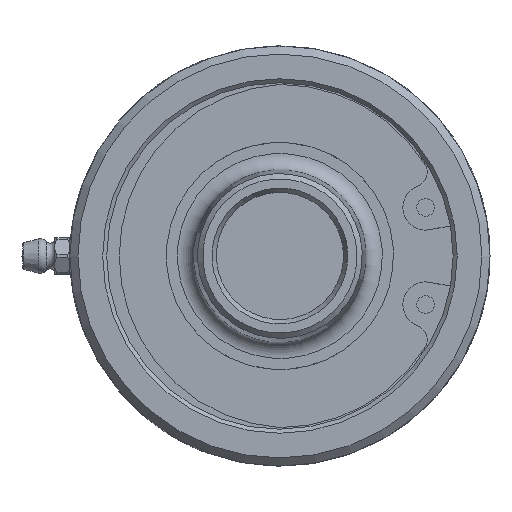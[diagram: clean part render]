
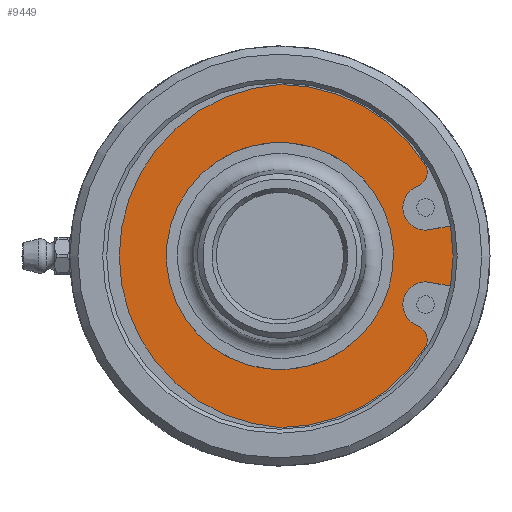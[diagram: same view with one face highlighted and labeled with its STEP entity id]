
A CAD part, left-side view. The second image highlights one B-rep face of the part: STEP entity #9449.
In plain terms, the highlighted planar face has unit normal (-1, 0, 0).
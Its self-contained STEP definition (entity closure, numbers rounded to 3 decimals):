
#392=PLANE('',#10079);
#561=FACE_BOUND('',#1669,.T.);
#1100=FACE_OUTER_BOUND('',#1668,.T.);
#1668=EDGE_LOOP('',(#6254,#6255,#6256,#6257,#6258,#6259,#6260,#6261,#6262,
#6263));
#1669=EDGE_LOOP('',(#6264,#6265));
#2300=CIRCLE('',#10072,36.9);
#2305=CIRCLE('',#10080,4.474);
#2306=CIRCLE('',#10081,2.949);
#2307=CIRCLE('',#10082,33.733);
#2308=CIRCLE('',#10083,33.806);
#2309=CIRCLE('',#10084,33.733);
#2310=CIRCLE('',#10085,2.949);
#2311=CIRCLE('',#10086,4.474);
#2312=CIRCLE('',#10087,22.325);
#2313=CIRCLE('',#10088,22.325);
#2735=LINE('',#14057,#3203);
#2736=LINE('',#14072,#3204);
#3203=VECTOR('',#10942,10.);
#3204=VECTOR('',#10957,10.);
#3780=VERTEX_POINT('',#14039);
#3782=VERTEX_POINT('',#14042);
#3787=VERTEX_POINT('',#14056);
#3788=VERTEX_POINT('',#14058);
#3789=VERTEX_POINT('',#14060);
#3790=VERTEX_POINT('',#14062);
#3791=VERTEX_POINT('',#14064);
#3792=VERTEX_POINT('',#14066);
#3793=VERTEX_POINT('',#14068);
#3794=VERTEX_POINT('',#14070);
#3795=VERTEX_POINT('',#14073);
#3796=VERTEX_POINT('',#14074);
#4761=EDGE_CURVE('',#3782,#3780,#2300,.T.);
#4767=EDGE_CURVE('',#3787,#3780,#2735,.T.);
#4768=EDGE_CURVE('',#3788,#3787,#2305,.T.);
#4769=EDGE_CURVE('',#3789,#3788,#2306,.T.);
#4770=EDGE_CURVE('',#3790,#3789,#2307,.T.);
#4771=EDGE_CURVE('',#3791,#3790,#2308,.T.);
#4772=EDGE_CURVE('',#3792,#3791,#2309,.T.);
#4773=EDGE_CURVE('',#3793,#3792,#2310,.T.);
#4774=EDGE_CURVE('',#3794,#3793,#2311,.T.);
#4775=EDGE_CURVE('',#3782,#3794,#2736,.T.);
#4776=EDGE_CURVE('',#3795,#3796,#2312,.T.);
#4777=EDGE_CURVE('',#3796,#3795,#2313,.T.);
#6254=ORIENTED_EDGE('',*,*,#4767,.F.);
#6255=ORIENTED_EDGE('',*,*,#4768,.F.);
#6256=ORIENTED_EDGE('',*,*,#4769,.F.);
#6257=ORIENTED_EDGE('',*,*,#4770,.F.);
#6258=ORIENTED_EDGE('',*,*,#4771,.F.);
#6259=ORIENTED_EDGE('',*,*,#4772,.F.);
#6260=ORIENTED_EDGE('',*,*,#4773,.F.);
#6261=ORIENTED_EDGE('',*,*,#4774,.F.);
#6262=ORIENTED_EDGE('',*,*,#4775,.F.);
#6263=ORIENTED_EDGE('',*,*,#4761,.T.);
#6264=ORIENTED_EDGE('',*,*,#4776,.T.);
#6265=ORIENTED_EDGE('',*,*,#4777,.T.);
#9449=ADVANCED_FACE('',(#1100,#561),#392,.F.);
#10072=AXIS2_PLACEMENT_3D('',#14043,#10925,#10926);
#10079=AXIS2_PLACEMENT_3D('',#14055,#10940,#10941);
#10080=AXIS2_PLACEMENT_3D('',#14059,#10943,#10944);
#10081=AXIS2_PLACEMENT_3D('',#14061,#10945,#10946);
#10082=AXIS2_PLACEMENT_3D('',#14063,#10947,#10948);
#10083=AXIS2_PLACEMENT_3D('',#14065,#10949,#10950);
#10084=AXIS2_PLACEMENT_3D('',#14067,#10951,#10952);
#10085=AXIS2_PLACEMENT_3D('',#14069,#10953,#10954);
#10086=AXIS2_PLACEMENT_3D('',#14071,#10955,#10956);
#10087=AXIS2_PLACEMENT_3D('',#14075,#10958,#10959);
#10088=AXIS2_PLACEMENT_3D('',#14076,#10960,#10961);
#10925=DIRECTION('center_axis',(-1.,0.,0.));
#10926=DIRECTION('ref_axis',(0.,1.,0.));
#10940=DIRECTION('center_axis',(1.,0.,0.));
#10941=DIRECTION('ref_axis',(0.,0.,-1.));
#10942=DIRECTION('',(0.,-0.985,0.174));
#10943=DIRECTION('center_axis',(-1.,0.,0.));
#10944=DIRECTION('ref_axis',(0.,-0.046,-0.999));
#10945=DIRECTION('center_axis',(1.,0.,0.));
#10946=DIRECTION('ref_axis',(0.,0.893,-0.451));
#10947=DIRECTION('center_axis',(1.,0.,0.));
#10948=DIRECTION('ref_axis',(0.,0.,
-1.));
#10949=DIRECTION('center_axis',(1.,0.,0.));
#10950=DIRECTION('ref_axis',(0.,-0.066,
0.998));
#10951=DIRECTION('center_axis',(1.,0.,0.));
#10952=DIRECTION('ref_axis',(0.,0.849,0.528));
#10953=DIRECTION('center_axis',(1.,0.,0.));
#10954=DIRECTION('ref_axis',(0.,0.355,-0.935));
#10955=DIRECTION('center_axis',(-1.,0.,0.));
#10956=DIRECTION('ref_axis',(0.,0.355,-0.935));
#10957=DIRECTION('',(0.,0.985,0.174));
#10958=DIRECTION('center_axis',(1.,0.,0.));
#10959=DIRECTION('ref_axis',(0.,0.997,-0.072));
#10960=DIRECTION('center_axis',(1.,0.,0.));
#10961=DIRECTION('ref_axis',(0.,0.997,-0.072));
#14039=CARTESIAN_POINT('',(7.26,-36.339,6.408));
#14042=CARTESIAN_POINT('',(7.26,-36.339,-6.408));
#14043=CARTESIAN_POINT('Origin',(7.26,0.,0.));
#14055=CARTESIAN_POINT('Origin',(7.26,28.45,0.));
#14056=CARTESIAN_POINT('',(7.26,-28.843,5.086));
#14057=CARTESIAN_POINT('',(7.26,-5.475,0.965));
#14058=CARTESIAN_POINT('',(7.26,-27.053,13.738));
#14059=CARTESIAN_POINT('Origin',(7.26,-28.639,9.555));
#14060=CARTESIAN_POINT('',(7.26,-28.639,17.825));
#14061=CARTESIAN_POINT('Origin',(7.26,-26.007,16.495));
#14062=CARTESIAN_POINT('',(7.26,0.,33.733));
#14063=CARTESIAN_POINT('Origin',(7.26,0.,0.));
#14064=CARTESIAN_POINT('',(7.26,0.,-33.733));
#14065=CARTESIAN_POINT('Origin',(7.26,-2.225,0.));
#14066=CARTESIAN_POINT('',(7.26,-28.639,-17.825));
#14067=CARTESIAN_POINT('Origin',(7.26,0.,0.));
#14068=CARTESIAN_POINT('',(7.26,-27.053,-13.738));
#14069=CARTESIAN_POINT('Origin',(7.26,-26.007,-16.495));
#14070=CARTESIAN_POINT('',(7.26,-28.843,-5.086));
#14071=CARTESIAN_POINT('Origin',(7.26,-28.639,-9.555));
#14072=CARTESIAN_POINT('',(7.26,-9.223,-1.626));
#14073=CARTESIAN_POINT('',(7.26,22.267,-1.604));
#14074=CARTESIAN_POINT('',(7.26,-22.267,1.604));
#14075=CARTESIAN_POINT('Origin',(7.26,0.,
0.));
#14076=CARTESIAN_POINT('Origin',(7.26,0.,
0.));
